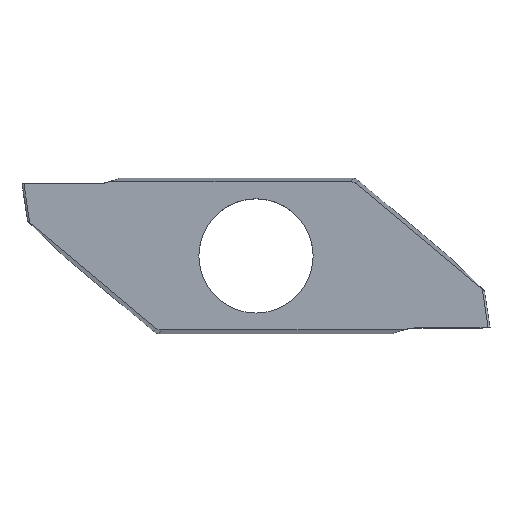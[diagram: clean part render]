
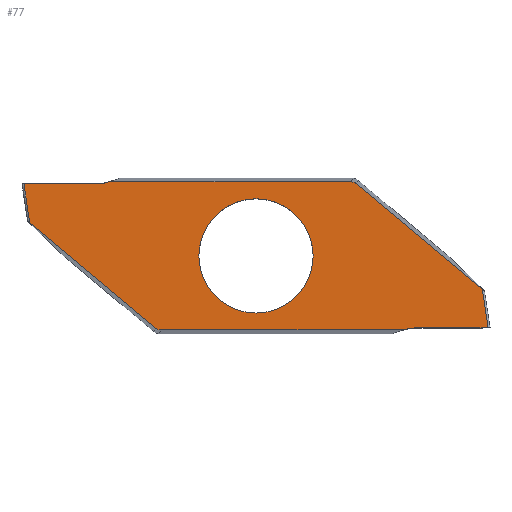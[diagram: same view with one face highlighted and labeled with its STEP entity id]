
A CAD part, top view. The second image highlights one B-rep face of the part: STEP entity #77.
In plain terms, the highlighted planar face has unit normal (0, 0, 1).
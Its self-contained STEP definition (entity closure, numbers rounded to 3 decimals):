
#44=ELLIPSE('',#505,0.402,0.4);
#45=ELLIPSE('',#507,0.402,0.4);
#77=ADVANCED_FACE('',(#111,#112),#100,.T.);
#100=PLANE('',#510);
#111=FACE_BOUND('',#121,.T.);
#112=FACE_BOUND('',#122,.T.);
#121=EDGE_LOOP('',(#180,#181,#182,#183,#184,#185,#186,#187,#188,#189,#190,
#191));
#122=EDGE_LOOP('',(#192));
#144=CIRCLE('',#506,2.);
#145=CIRCLE('',#508,2.);
#146=CIRCLE('',#509,3.052);
#180=ORIENTED_EDGE('',*,*,#342,.F.);
#181=ORIENTED_EDGE('',*,*,#338,.F.);
#182=ORIENTED_EDGE('',*,*,#343,.F.);
#183=ORIENTED_EDGE('',*,*,#344,.F.);
#184=ORIENTED_EDGE('',*,*,#345,.T.);
#185=ORIENTED_EDGE('',*,*,#346,.T.);
#186=ORIENTED_EDGE('',*,*,#347,.F.);
#187=ORIENTED_EDGE('',*,*,#335,.T.);
#188=ORIENTED_EDGE('',*,*,#348,.F.);
#189=ORIENTED_EDGE('',*,*,#349,.F.);
#190=ORIENTED_EDGE('',*,*,#350,.T.);
#191=ORIENTED_EDGE('',*,*,#351,.T.);
#192=ORIENTED_EDGE('',*,*,#352,.T.);
#290=VERTEX_POINT('',#873);
#291=VERTEX_POINT('',#875);
#293=VERTEX_POINT('',#881);
#294=VERTEX_POINT('',#882);
#296=VERTEX_POINT('',#895);
#297=VERTEX_POINT('',#897);
#298=VERTEX_POINT('',#899);
#299=VERTEX_POINT('',#901);
#300=VERTEX_POINT('',#903);
#301=VERTEX_POINT('',#906);
#302=VERTEX_POINT('',#908);
#303=VERTEX_POINT('',#910);
#304=VERTEX_POINT('',#913);
#335=EDGE_CURVE('',#291,#290,#389,.T.);
#338=EDGE_CURVE('',#293,#294,#392,.T.);
#342=EDGE_CURVE('',#294,#296,#44,.T.);
#343=EDGE_CURVE('',#297,#293,#144,.T.);
#344=EDGE_CURVE('',#298,#297,#395,.T.);
#345=EDGE_CURVE('',#298,#299,#396,.T.);
#346=EDGE_CURVE('',#299,#300,#397,.T.);
#347=EDGE_CURVE('',#291,#300,#45,.T.);
#348=EDGE_CURVE('',#301,#290,#145,.T.);
#349=EDGE_CURVE('',#302,#301,#398,.T.);
#350=EDGE_CURVE('',#302,#303,#399,.T.);
#351=EDGE_CURVE('',#303,#296,#400,.T.);
#352=EDGE_CURVE('',#304,#304,#146,.T.);
#389=LINE('',#874,#429);
#392=LINE('',#880,#432);
#395=LINE('',#898,#435);
#396=LINE('',#900,#436);
#397=LINE('',#902,#437);
#398=LINE('',#907,#438);
#399=LINE('',#909,#439);
#400=LINE('',#911,#440);
#429=VECTOR('',#564,1.);
#432=VECTOR('',#569,1.);
#435=VECTOR('',#578,1.);
#436=VECTOR('',#579,1.);
#437=VECTOR('',#580,1.);
#438=VECTOR('',#585,1.);
#439=VECTOR('',#586,1.);
#440=VECTOR('',#587,1.);
#505=AXIS2_PLACEMENT_3D('',#894,#574,#575);
#506=AXIS2_PLACEMENT_3D('',#896,#576,#577);
#507=AXIS2_PLACEMENT_3D('',#904,#581,#582);
#508=AXIS2_PLACEMENT_3D('',#905,#583,#584);
#509=AXIS2_PLACEMENT_3D('',#912,#588,#589);
#510=AXIS2_PLACEMENT_3D('',#914,#590,#591);
#564=DIRECTION('',(1.,0.,0.));
#569=DIRECTION('',(1.,0.,0.));
#574=DIRECTION('',(0.,0.,-1.));
#575=DIRECTION('',(0.342,0.94,0.));
#576=DIRECTION('',(0.,0.,1.));
#577=DIRECTION('',(1.,0.,0.));
#578=DIRECTION('',(1.,0.,0.));
#579=DIRECTION('',(0.148,-0.989,0.));
#580=DIRECTION('',(0.766,-0.643,0.));
#581=DIRECTION('',(0.,0.,-1.));
#582=DIRECTION('',(-0.342,-0.94,0.));
#583=DIRECTION('',(0.,0.,1.));
#584=DIRECTION('',(-1.,0.,0.));
#585=DIRECTION('',(-1.,0.,0.));
#586=DIRECTION('',(-0.148,0.989,0.));
#587=DIRECTION('',(-0.766,0.643,0.));
#588=DIRECTION('',(0.,0.,-1.));
#589=DIRECTION('',(0.,-1.,0.));
#590=DIRECTION('',(0.,0.,1.));
#591=DIRECTION('',(0.,-1.,0.));
#873=CARTESIAN_POINT('',(7.875,-3.95,-0.15));
#874=CARTESIAN_POINT('',(13.,-3.95,-0.15));
#875=CARTESIAN_POINT('',(-5.104,-3.95,-0.15));
#880=CARTESIAN_POINT('',(13.,3.95,-0.15));
#881=CARTESIAN_POINT('',(-7.875,3.95,-0.15));
#882=CARTESIAN_POINT('',(5.104,3.95,-0.15));
#894=CARTESIAN_POINT('',(5.103,3.548,-0.15));
#895=CARTESIAN_POINT('',(5.36,3.857,-0.15));
#896=CARTESIAN_POINT('',(-8.5,5.85,-0.15));
#897=CARTESIAN_POINT('',(-8.5,3.85,-0.15));
#898=CARTESIAN_POINT('',(-13.4,3.85,-0.15));
#899=CARTESIAN_POINT('',(-12.4,3.85,-0.15));
#900=CARTESIAN_POINT('',(-12.124,2.004,-0.15));
#901=CARTESIAN_POINT('',(-12.092,1.792,-0.15));
#902=CARTESIAN_POINT('',(6.236,-13.587,-0.15));
#903=CARTESIAN_POINT('',(-5.36,-3.857,-0.15));
#904=CARTESIAN_POINT('',(-5.103,-3.548,-0.15));
#905=CARTESIAN_POINT('',(8.5,-5.85,-0.15));
#906=CARTESIAN_POINT('',(8.5,-3.85,-0.15));
#907=CARTESIAN_POINT('',(13.4,-3.85,-0.15));
#908=CARTESIAN_POINT('',(12.4,-3.85,-0.15));
#909=CARTESIAN_POINT('',(12.124,-2.004,-0.15));
#910=CARTESIAN_POINT('',(12.092,-1.792,-0.15));
#911=CARTESIAN_POINT('',(-6.236,13.587,-0.15));
#912=CARTESIAN_POINT('',(0.,0.,-0.15));
#913=CARTESIAN_POINT('',(0.,-3.052,-0.15));
#914=CARTESIAN_POINT('',(13.,-4.15,-0.15));
